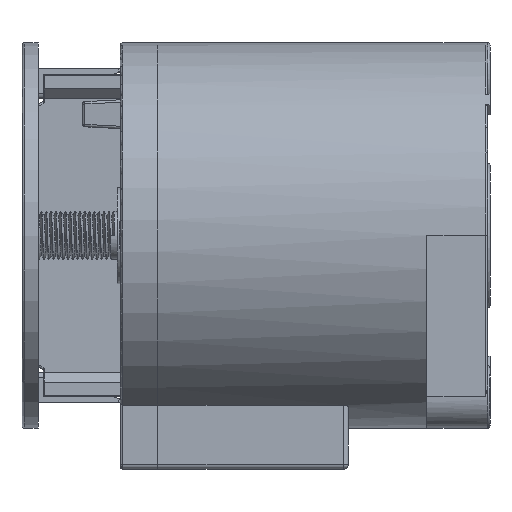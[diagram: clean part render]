
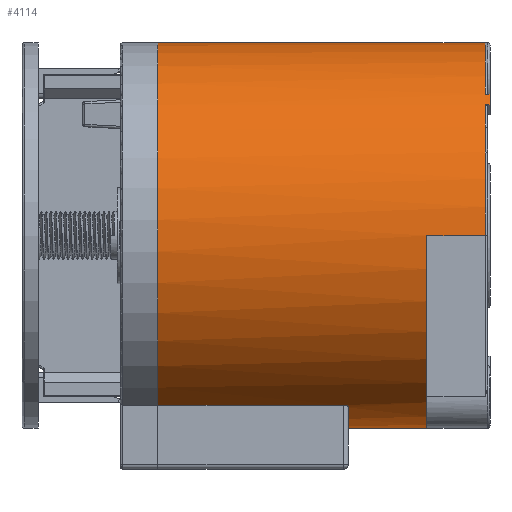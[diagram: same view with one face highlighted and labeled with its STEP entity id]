
A CAD part, left-side view. The second image highlights one B-rep face of the part: STEP entity #4114.
In plain terms, the highlighted cylindrical face has radius 40 mm (diameter 80 mm), a partial arc.
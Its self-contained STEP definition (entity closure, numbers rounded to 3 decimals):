
#758=CARTESIAN_POINT('',(0.,40.9,0.));
#759=DIRECTION('',(0.,1.,0.));
#760=DIRECTION('',(-0.475,0.,-0.88));
#761=AXIS2_PLACEMENT_3D('',#758,#759,#760);
#1355=DIRECTION('',(0.,-1.,0.));
#1356=VECTOR('',#1355,38.6);
#1357=CARTESIAN_POINT('',(-19.,40.9,-35.199));
#1358=LINE('',#1357,#1356);
#1359=DIRECTION('',(0.,1.,0.));
#1360=VECTOR('',#1359,55.9);
#1361=CARTESIAN_POINT('',(0.,-15.,40.));
#1362=LINE('',#1361,#1360);
#1363=DIRECTION('',(0.,1.,0.));
#1364=VECTOR('',#1363,12.1);
#1365=CARTESIAN_POINT('',(0.,-27.1,40.));
#1366=LINE('',#1365,#1364);
#1367=DIRECTION('',(0.,1.,0.));
#1368=VECTOR('',#1367,1.);
#1369=CARTESIAN_POINT('',(-27.204,-28.1,29.325));
#1370=LINE('',#1369,#1368);
#1371=DIRECTION('',(0.,-1.,0.));
#1372=VECTOR('',#1371,1.);
#1373=CARTESIAN_POINT('',(-29.325,-27.1,27.204));
#1374=LINE('',#1373,#1372);
#1375=DIRECTION('',(0.,-1.,0.));
#1376=VECTOR('',#1375,12.1);
#1377=CARTESIAN_POINT('',(-40.,-15.,0.));
#1378=LINE('',#1377,#1376);
#1387=CARTESIAN_POINT('',(0.,1.3,0.));
#1388=DIRECTION('',(0.,1.,0.));
#1389=DIRECTION('',(0.,0.,-1.));
#1390=AXIS2_PLACEMENT_3D('',#1387,#1388,#1389);
#1480=CARTESIAN_POINT('',(-18.,1.3,-35.721));
#1481=CARTESIAN_POINT('',(-18.115,1.3,-35.663));
#1482=CARTESIAN_POINT('',(-18.337,1.339,
-35.55));
#1483=CARTESIAN_POINT('',(-18.623,1.496,
-35.401));
#1484=CARTESIAN_POINT('',(-18.841,1.729,
-35.285));
#1485=CARTESIAN_POINT('',(-18.973,2.01,
-35.214));
#1486=CARTESIAN_POINT('',(-19.,2.205,-35.199));
#1487=CARTESIAN_POINT('',(-19.,2.3,-35.199));
#1529=DIRECTION('',(0.,1.,0.));
#1530=VECTOR('',#1529,16.3);
#1531=CARTESIAN_POINT('',(0.,-15.,-40.));
#1532=LINE('',#1531,#1530);
#1557=CARTESIAN_POINT('',(0.,-15.,0.));
#1558=DIRECTION('',(0.,-1.,0.));
#1559=DIRECTION('',(-1.,0.,0.));
#1560=AXIS2_PLACEMENT_3D('',#1557,#1558,#1559);
#1812=CARTESIAN_POINT('',(0.,-28.1,0.));
#1813=DIRECTION('',(0.,-1.,0.));
#1814=DIRECTION('',(-0.68,0.,0.733));
#1815=AXIS2_PLACEMENT_3D('',#1812,#1813,#1814);
#1841=CARTESIAN_POINT('',(0.,-27.1,0.));
#1842=DIRECTION('',(0.,-1.,0.));
#1843=DIRECTION('',(0.,0.,1.));
#1844=AXIS2_PLACEMENT_3D('',#1841,#1842,#1843);
#2166=CARTESIAN_POINT('',(0.,-27.1,0.));
#2167=DIRECTION('',(0.,-1.,0.));
#2168=DIRECTION('',(-0.733,0.,0.68));
#2169=AXIS2_PLACEMENT_3D('',#2166,#2167,#2168);
#2689=CARTESIAN_POINT('',(-40.,-27.1,0.));
#2691=VERTEX_POINT('',#2689);
#2709=CARTESIAN_POINT('',(-40.,-15.,0.));
#2711=VERTEX_POINT('',#2709);
#2772=CARTESIAN_POINT('',(-27.204,-28.1,29.325));
#2774=VERTEX_POINT('',#2772);
#2793=CARTESIAN_POINT('',(0.,-15.,-40.));
#2794=VERTEX_POINT('',#2793);
#2853=CARTESIAN_POINT('',(-29.325,-27.1,27.204));
#2854=CARTESIAN_POINT('',(-29.325,-28.1,27.204));
#2855=VERTEX_POINT('',#2853);
#2856=VERTEX_POINT('',#2854);
#2861=CARTESIAN_POINT('',(0.,40.9,40.));
#2863=VERTEX_POINT('',#2861);
#2960=CARTESIAN_POINT('',(0.,-27.1,40.));
#2962=VERTEX_POINT('',#2960);
#2982=CARTESIAN_POINT('',(0.,-15.,40.));
#2984=VERTEX_POINT('',#2982);
#3000=CARTESIAN_POINT('',(0.,1.3,-40.));
#3001=VERTEX_POINT('',#3000);
#3002=CARTESIAN_POINT('',(-27.204,-27.1,29.325));
#3003=VERTEX_POINT('',#3002);
#3035=CARTESIAN_POINT('',(-19.,40.9,-35.199));
#3036=VERTEX_POINT('',#3035);
#3059=CARTESIAN_POINT('',(-19.,2.3,-35.199));
#3060=VERTEX_POINT('',#3059);
#3117=CARTESIAN_POINT('',(-18.,1.3,-35.721));
#3118=VERTEX_POINT('',#3117);
#4081=CARTESIAN_POINT('',(0.,41.3,0.));
#4082=DIRECTION('',(0.,-1.,0.));
#4083=DIRECTION('',(0.,0.,1.));
#4084=AXIS2_PLACEMENT_3D('',#4081,#4082,#4083);
#4085=CYLINDRICAL_SURFACE('',#4084,40.);
#4087=ORIENTED_EDGE('',*,*,#4086,.T.);
#4089=ORIENTED_EDGE('',*,*,#4088,.T.);
#4090=ORIENTED_EDGE('',*,*,#4072,.F.);
#4091=ORIENTED_EDGE('',*,*,#3258,.T.);
#4093=ORIENTED_EDGE('',*,*,#4092,.F.);
#4095=ORIENTED_EDGE('',*,*,#4094,.F.);
#4097=ORIENTED_EDGE('',*,*,#4096,.T.);
#4099=ORIENTED_EDGE('',*,*,#4098,.F.);
#4101=ORIENTED_EDGE('',*,*,#4100,.T.);
#4103=ORIENTED_EDGE('',*,*,#4102,.F.);
#4105=ORIENTED_EDGE('',*,*,#4104,.T.);
#4107=ORIENTED_EDGE('',*,*,#4106,.F.);
#4109=ORIENTED_EDGE('',*,*,#4108,.T.);
#4111=ORIENTED_EDGE('',*,*,#4110,.T.);
#4112=EDGE_LOOP('',(#4087,#4089,#4090,#4091,#4093,#4095,#4097,#4099,#4101,#4103,
#4105,#4107,#4109,#4111));
#4113=FACE_OUTER_BOUND('',#4112,.F.);
#4114=ADVANCED_FACE('',(#4113),#4085,.T.);
#762=CIRCLE('',#761,40.);
#1391=CIRCLE('',#1390,40.);
#1488=B_SPLINE_CURVE_WITH_KNOTS('',3,(#1480,#1481,#1482,#1483,#1484,#1485,#1486,
#1487),.UNSPECIFIED.,.F.,.F.,(4,1,1,1,1,4),(0.,0.2,0.4,0.6,0.8,1.),
.UNSPECIFIED.);
#1561=CIRCLE('',#1560,40.);
#1816=CIRCLE('',#1815,40.);
#1845=CIRCLE('',#1844,40.);
#2170=CIRCLE('',#2169,40.);
#3258=EDGE_CURVE('',#3036,#2863,#762,.T.);
#4072=EDGE_CURVE('',#3036,#3060,#1358,.T.);
#4086=EDGE_CURVE('',#3001,#3118,#1391,.T.);
#4088=EDGE_CURVE('',#3118,#3060,#1488,.T.);
#4092=EDGE_CURVE('',#2984,#2863,#1362,.T.);
#4094=EDGE_CURVE('',#2962,#2984,#1366,.T.);
#4096=EDGE_CURVE('',#2962,#3003,#1845,.T.);
#4098=EDGE_CURVE('',#2774,#3003,#1370,.T.);
#4100=EDGE_CURVE('',#2774,#2856,#1816,.T.);
#4102=EDGE_CURVE('',#2855,#2856,#1374,.T.);
#4104=EDGE_CURVE('',#2855,#2691,#2170,.T.);
#4106=EDGE_CURVE('',#2711,#2691,#1378,.T.);
#4108=EDGE_CURVE('',#2711,#2794,#1561,.T.);
#4110=EDGE_CURVE('',#2794,#3001,#1532,.T.);
